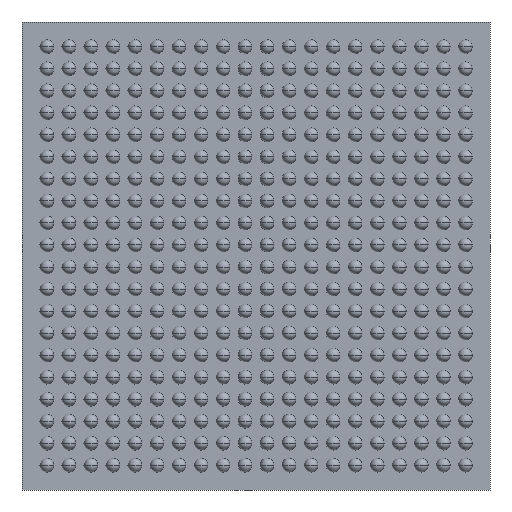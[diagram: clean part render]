
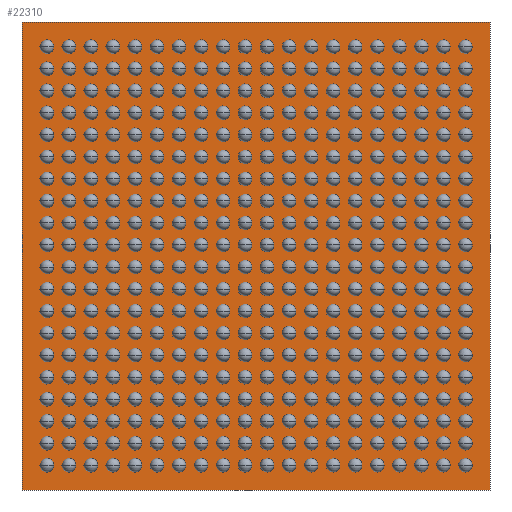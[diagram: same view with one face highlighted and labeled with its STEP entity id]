
A CAD part, front view. The second image highlights one B-rep face of the part: STEP entity #22310.
In plain terms, the highlighted planar face has unit normal (0, -1, 0).
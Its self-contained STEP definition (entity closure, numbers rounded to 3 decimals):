
#4 = EDGE_CURVE ( 'NONE', #22385, #18827, #6622, .T. ) ;
#394 = ORIENTED_EDGE ( 'NONE', *, *, #27075, .T. ) ;
#1200 = DIRECTION ( 'NONE',  ( 0., 0., 1. ) ) ;
#1691 = DIRECTION ( 'NONE',  ( 0., 0., 1. ) ) ;
#2515 = CARTESIAN_POINT ( 'NONE',  ( 8.5, 0.4, 8.5 ) ) ;
#3328 = VECTOR ( 'NONE', #11911, 1000. ) ;
#3338 = LINE ( 'NONE', #15753, #8642 ) ;
#5370 = AXIS2_PLACEMENT_3D ( 'NONE', #18495, #28254, #1691 ) ;
#6622 = LINE ( 'NONE', #25397, #22292 ) ;
#6726 = CARTESIAN_POINT ( 'NONE',  ( 8.5, 0.4, 8.5 ) ) ;
#6909 = CARTESIAN_POINT ( 'NONE',  ( -8.5, 0.4, 8.5 ) ) ;
#7441 = ORIENTED_EDGE ( 'NONE', *, *, #4, .T. ) ;
#7459 = EDGE_LOOP ( 'NONE', ( #7441, #21056, #26872, #394 ) ) ;
#7724 = CARTESIAN_POINT ( 'NONE',  ( -8.5, 0.4, -8.5 ) ) ;
#8642 = VECTOR ( 'NONE', #1200, 1000. ) ;
#11911 = DIRECTION ( 'NONE',  ( 1., 0., 0. ) ) ;
#13973 = PLANE ( 'NONE',  #5370 ) ;
#14958 = EDGE_CURVE ( 'NONE', #24605, #27769, #3338, .T. ) ;
#15671 = DIRECTION ( 'NONE',  ( 0., 0., -1. ) ) ;
#15753 = CARTESIAN_POINT ( 'NONE',  ( 8.5, 0.4, 8.5 ) ) ;
#17637 = FACE_OUTER_BOUND ( 'NONE', #7459, .T. ) ;
#18237 = VECTOR ( 'NONE', #28692, 1000. ) ;
#18495 = CARTESIAN_POINT ( 'NONE',  ( 0., 0.4, 0. ) ) ;
#18827 = VERTEX_POINT ( 'NONE', #7724 ) ;
#21056 = ORIENTED_EDGE ( 'NONE', *, *, #22979, .T. ) ;
#21857 = CARTESIAN_POINT ( 'NONE',  ( 8.5, 0.4, -8.5 ) ) ;
#22292 = VECTOR ( 'NONE', #15671, 1000. ) ;
#22310 = ADVANCED_FACE ( 'NONE', ( #17637 ), #13973, .F. ) ;
#22385 = VERTEX_POINT ( 'NONE', #6909 ) ;
#22979 = EDGE_CURVE ( 'NONE', #18827, #24605, #27856, .T. ) ;
#24605 = VERTEX_POINT ( 'NONE', #28780 ) ;
#25397 = CARTESIAN_POINT ( 'NONE',  ( -8.5, 0.4, 8.5 ) ) ;
#26872 = ORIENTED_EDGE ( 'NONE', *, *, #14958, .T. ) ;
#27075 = EDGE_CURVE ( 'NONE', #27769, #22385, #31658, .T. ) ;
#27769 = VERTEX_POINT ( 'NONE', #2515 ) ;
#27856 = LINE ( 'NONE', #21857, #3328 ) ;
#28254 = DIRECTION ( 'NONE',  ( 0., 1., 0. ) ) ;
#28692 = DIRECTION ( 'NONE',  ( -1., 0., 0. ) ) ;
#28780 = CARTESIAN_POINT ( 'NONE',  ( 8.5, 0.4, -8.5 ) ) ;
#31658 = LINE ( 'NONE', #6726, #18237 ) ;
